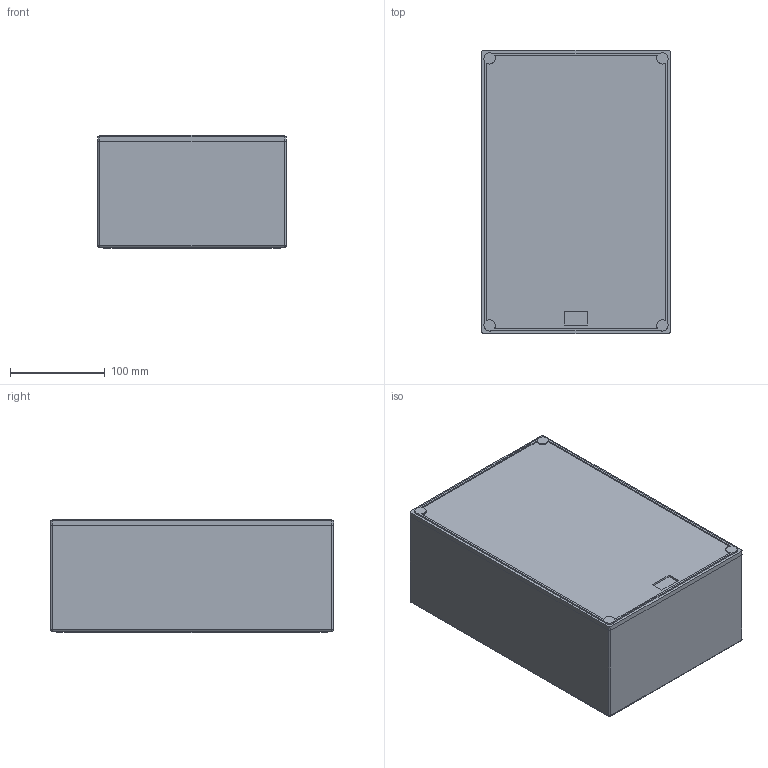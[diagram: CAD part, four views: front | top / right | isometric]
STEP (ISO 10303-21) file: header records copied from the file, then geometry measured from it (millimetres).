
FILE_DESCRIPTION((''),'2;1');
FILE_NAME('GW42007_ASM','2021-07-16T10:37:31',('User'),('Axiro Italia'),'CREO PARAMETRIC BY PTC INC, 2020354','CREO PARAMETRIC BY PTC INC, 2020354','');
FILE_SCHEMA(('CONFIG_CONTROL_DESIGN'));
Length unit declared in the file: millimetre
Products named in the file (3): GW42007_SCATOLA_OR; GW42004_COPERCHIO_OR_RED; GW42007_ASM
Assembly tree (2 placements, depth 2):
  GW42007_ASM
    GW42007_SCATOLA_OR
    GW42004_COPERCHIO_OR_RED
Bounding box: 199 x 299 x 119.85 mm (x, y, z)
Volume: 863760.9 mm3; surface area: 520628.9 mm2
Topology: 2 solids, 2 shells, 619 faces, 1600 edges, 1052 vertices
Faces by surface type: plane 459, cylinder 96, cone 60, sphere 4
Entity records: 18842 total; most frequent: CARTESIAN_POINT 3372, ORIENTED_EDGE 3200, DIRECTION 3128, EDGE_CURVE 1600, VECTOR 1272, LINE 1272, VERTEX_POINT 1052, AXIS2_PLACEMENT_3D 928
